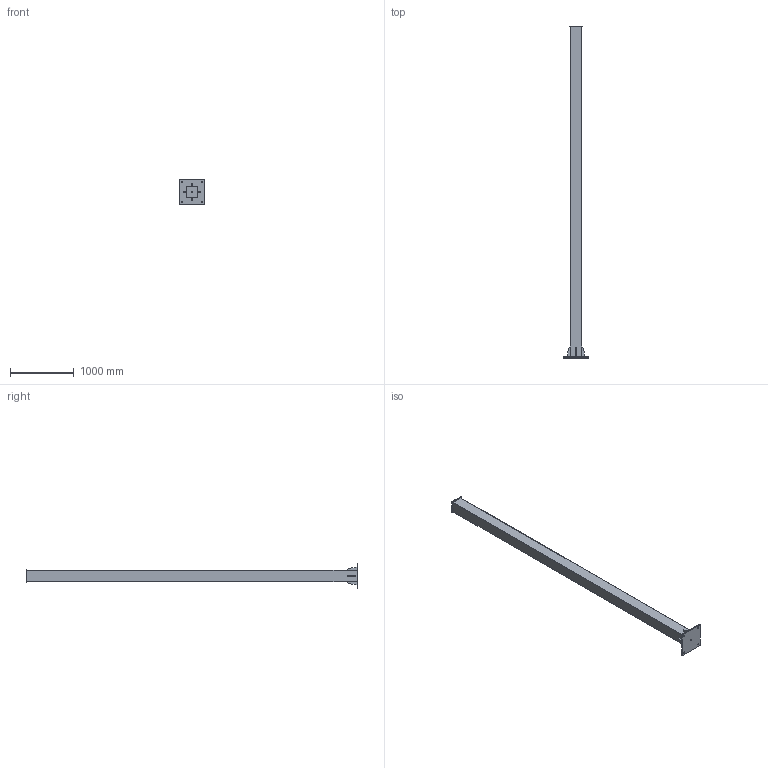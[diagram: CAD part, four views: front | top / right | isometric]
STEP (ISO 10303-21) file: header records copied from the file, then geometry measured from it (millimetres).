
FILE_DESCRIPTION (( 'STEP AP203' ), '1' );
FILE_NAME ('Solidworks_Steel_Base.STEP', '2025-09-13T03:33:01', ( '' ), ( '' ), 'SwSTEP 2.0', 'SolidWorks 2023', '' );
FILE_SCHEMA (( 'CONFIG_CONTROL_DESIGN' ));
Length unit declared in the file: millimetre
Products named in the file (1): Solidworks_Steel_Base
Bounding box: 400 x 5206.6 x 400 mm (x, y, z)
Volume: 20903489.2 mm3; surface area: 7655710 mm2
Topology: 5 solids, 5 shells, 60 faces, 138 edges, 92 vertices
Faces by surface type: plane 50, cylinder 10
Entity records: 1767 total; most frequent: CARTESIAN_POINT 291, DIRECTION 280, ORIENTED_EDGE 276, EDGE_CURVE 138, LINE 118, VECTOR 118, VERTEX_POINT 92, AXIS2_PLACEMENT_3D 81
